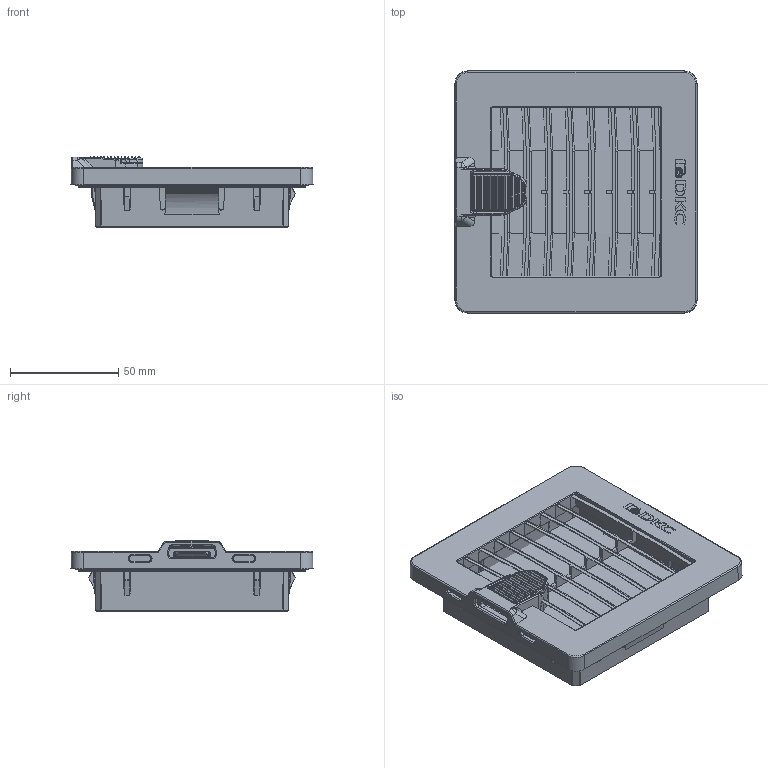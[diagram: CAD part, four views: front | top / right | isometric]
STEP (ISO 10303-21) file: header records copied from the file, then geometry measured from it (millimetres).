
FILE_DESCRIPTION (( 'STEP AP203' ), '1' );
FILE_NAME ('ﾒﾏﾀ.08.0016.00.00.0ﾑﾁ.STEP', '2018-05-16T14:51:23', ( '' ), ( '' ), 'SwSTEP 2.0', 'SolidWorks 2017', '' );
FILE_SCHEMA (( 'CONFIG_CONTROL_DESIGN' ));
Length unit declared in the file: millimetre
Products named in the file (8): RKF08 - BASE REV.3; RKF08 - GASKET REV.3; ﾒﾏﾀ.08.0015.02.00.0; ﾒﾏﾀ.08.0015.01.02.0; ﾒﾏﾀ.08.0015.01.01.0; ﾒﾏﾀ.08.0015.01.03.0; ﾒﾏﾀ.08.0015.03.00.0; ﾒﾏﾀ.08.0016.00.00.0ﾑﾁ
Assembly tree (7 placements, depth 3):
  ﾒﾏﾀ.08.0016.00.00.0ﾑﾁ
    ﾒﾏﾀ.08.0015.02.00.0
      RKF08 - BASE REV.3
      RKF08 - GASKET REV.3
    ﾒﾏﾀ.08.0015.01.02.0
    ﾒﾏﾀ.08.0015.01.01.0
    ﾒﾏﾀ.08.0015.01.03.0
    ﾒﾏﾀ.08.0015.03.00.0
Bounding box: 112 x 112 x 32.48 mm (x, y, z)
Volume: 138055.9 mm3; surface area: 111733.6 mm2
Topology: 9 solids, 9 shells, 3384 faces, 8869 edges, 5517 vertices
Faces by surface type: plane 1270, cylinder 1171, bspline 539, torus 221, cone 165, sphere 18
Entity records: 158367 total; most frequent: CARTESIAN_POINT 85688, ORIENTED_EDGE 17688, DIRECTION 10558, EDGE_CURVE 8844, VERTEX_POINT 5516, B_SPLINE_CURVE_WITH_KNOTS 4630, AXIS2_PLACEMENT_3D 3708, EDGE_LOOP 3606
